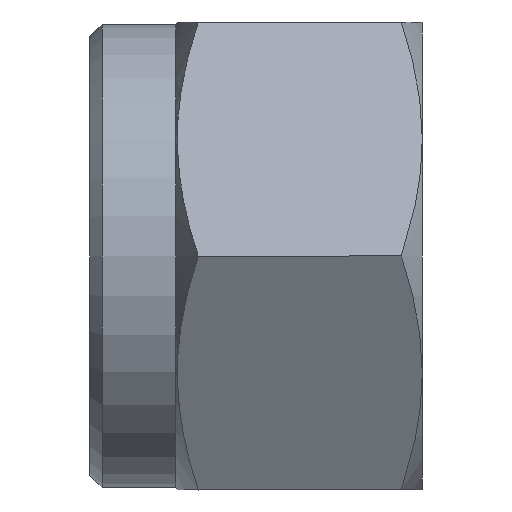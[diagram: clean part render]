
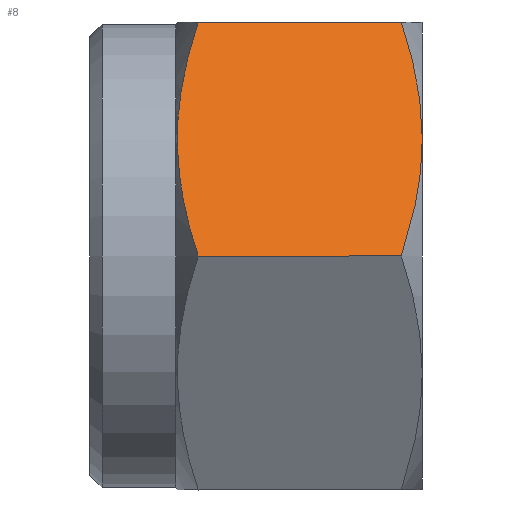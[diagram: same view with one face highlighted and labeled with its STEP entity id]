
A CAD part, left-side view. The second image highlights one B-rep face of the part: STEP entity #8.
In plain terms, the highlighted planar face has unit normal (-0.866, 0, 0.5).
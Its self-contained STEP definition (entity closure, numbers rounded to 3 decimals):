
#8 = ADVANCED_FACE ( 'NONE', ( #699 ), #276, .T. ) ;
#33 = CARTESIAN_POINT ( 'NONE',  ( -10.069, 9.566, 1.56 ) ) ;
#34 = CARTESIAN_POINT ( 'NONE',  ( -9.383, 9.788, 2.748 ) ) ;
#35 = CARTESIAN_POINT ( 'NONE',  ( -9.153, 9.845, 3.147 ) ) ;
#36 = CARTESIAN_POINT ( 'NONE',  ( -8.689, 9.923, 3.95 ) ) ;
#37 = CARTESIAN_POINT ( 'NONE',  ( -8.455, 9.943, 4.355 ) ) ;
#40 = CARTESIAN_POINT ( 'NONE',  ( -7.756, 9.942, 5.567 ) ) ;
#41 = CARTESIAN_POINT ( 'NONE',  ( -7.295, 9.861, 6.364 ) ) ;
#42 = CARTESIAN_POINT ( 'NONE',  ( -6.384, 9.565, 7.943 ) ) ;
#62 = CARTESIAN_POINT ( 'NONE',  ( -5.933, 9.352, 8.724 ) ) ;
#65 = CARTESIAN_POINT ( 'NONE',  ( -5.485, 9.094, 9.5 ) ) ;
#273 = DIRECTION ( 'NONE',  ( 0.5, 0., 0.866 ) ) ;
#274 = DIRECTION ( 'NONE',  ( -0.866, 0., 0.5 ) ) ;
#276 = PLANE ( 'NONE',  #306 ) ;
#283 = CARTESIAN_POINT ( 'NONE',  ( -10.97, -0.06, 0. ) ) ;
#306 = AXIS2_PLACEMENT_3D ( 'NONE', #283, #274, #273 ) ;
#343 = EDGE_CURVE ( 'NONE', #928, #741, #648, .T. ) ;
#347 = EDGE_CURVE ( 'NONE', #903, #928, #975, .T. ) ;
#349 = EDGE_CURVE ( 'NONE', #741, #893, #966, .T. ) ;
#356 = EDGE_CURVE ( 'NONE', #904, #903, #665, .T. ) ;
#392 = EDGE_CURVE ( 'NONE', #893, #904, #659, .T. ) ;
#441 = DIRECTION ( 'NONE',  ( 0., -1., 0. ) ) ;
#451 = CARTESIAN_POINT ( 'NONE',  ( -10.97, 4.992, 0. ) ) ;
#455 = CARTESIAN_POINT ( 'NONE',  ( -5.485, 4.992, 9.5 ) ) ;
#457 = CARTESIAN_POINT ( 'NONE',  ( -10.521, 9.353, 0.777 ) ) ;
#461 = DIRECTION ( 'NONE',  ( 0., 1., 0. ) ) ;
#472 = CARTESIAN_POINT ( 'NONE',  ( -10.97, 9.094, 0. ) ) ;
#498 = CARTESIAN_POINT ( 'NONE',  ( -7.759, 0., 5.561 ) ) ;
#540 = CARTESIAN_POINT ( 'NONE',  ( -5.485, 9.094, 9.5 ) ) ;
#562 = CARTESIAN_POINT ( 'NONE',  ( -8.227, 0., 4.75 ) ) ;
#564 = CARTESIAN_POINT ( 'NONE',  ( -5.485, 0.849, 9.5 ) ) ;
#574 = CARTESIAN_POINT ( 'NONE',  ( -10.97, 0.849, 0. ) ) ;
#582 = CARTESIAN_POINT ( 'NONE',  ( -10.97, 9.094, 0. ) ) ;
#611 = CARTESIAN_POINT ( 'NONE',  ( -8.227, 0., 4.75 ) ) ;
#612 = CARTESIAN_POINT ( 'NONE',  ( -8.695, 0., 3.939 ) ) ;
#614 = CARTESIAN_POINT ( 'NONE',  ( -9.157, 0.081, 3.14 ) ) ;
#615 = CARTESIAN_POINT ( 'NONE',  ( -10.07, 0.377, 1.558 ) ) ;
#619 = CARTESIAN_POINT ( 'NONE',  ( -10.522, 0.59, 0.776 ) ) ;
#622 = CARTESIAN_POINT ( 'NONE',  ( -10.97, 0.849, 0. ) ) ;
#632 = CARTESIAN_POINT ( 'NONE',  ( -5.933, 0.59, 8.724 ) ) ;
#641 = CARTESIAN_POINT ( 'NONE',  ( -7.298, 0.081, 6.36 ) ) ;
#642 = CARTESIAN_POINT ( 'NONE',  ( -6.384, 0.377, 7.942 ) ) ;
#643 = CARTESIAN_POINT ( 'NONE',  ( -5.485, 0.849, 9.5 ) ) ;
#644 = CARTESIAN_POINT ( 'NONE',  ( -8.227, 0., 4.75 ) ) ;
#648 = B_SPLINE_CURVE_WITH_KNOTS ( 'NONE', 3,
 ( #65, #62, #42, #41, #40, #37, #36, #35, #34, #33, #457, #472 ),
 .UNSPECIFIED., .F., .F.,
 ( 4, 2, 2, 2, 2, 4 ),
 ( 0., 0.003, 0.006, 0.007, 0.008, 0.011 ),
 .UNSPECIFIED. ) ;
#659 = B_SPLINE_CURVE_WITH_KNOTS ( 'NONE', 3,
 ( #622, #619, #615, #614, #612, #611 ),
 .UNSPECIFIED., .F., .F.,
 ( 4, 2, 4 ),
 ( 0., 0.003, 0.006 ),
 .UNSPECIFIED. ) ;
#665 = B_SPLINE_CURVE_WITH_KNOTS ( 'NONE', 3,
 ( #644, #498, #641, #642, #632, #643 ),
 .UNSPECIFIED., .F., .F.,
 ( 4, 2, 4 ),
 ( 0., 0.003, 0.006 ),
 .UNSPECIFIED. ) ;
#699 = FACE_OUTER_BOUND ( 'NONE', #733, .T. ) ;
#733 = EDGE_LOOP ( 'NONE', ( #771, #787, #786, #785, #784 ) ) ;
#741 = VERTEX_POINT ( 'NONE', #582 ) ;
#771 = ORIENTED_EDGE ( 'NONE', *, *, #343, .T. ) ;
#784 = ORIENTED_EDGE ( 'NONE', *, *, #347, .T. ) ;
#785 = ORIENTED_EDGE ( 'NONE', *, *, #356, .T. ) ;
#786 = ORIENTED_EDGE ( 'NONE', *, *, #392, .T. ) ;
#787 = ORIENTED_EDGE ( 'NONE', *, *, #349, .T. ) ;
#893 = VERTEX_POINT ( 'NONE', #574 ) ;
#903 = VERTEX_POINT ( 'NONE', #564 ) ;
#904 = VERTEX_POINT ( 'NONE', #562 ) ;
#928 = VERTEX_POINT ( 'NONE', #540 ) ;
#964 = VECTOR ( 'NONE', #441, 1000. ) ;
#965 = VECTOR ( 'NONE', #461, 1000. ) ;
#966 = LINE ( 'NONE', #451, #964 ) ;
#975 = LINE ( 'NONE', #455, #965 ) ;
